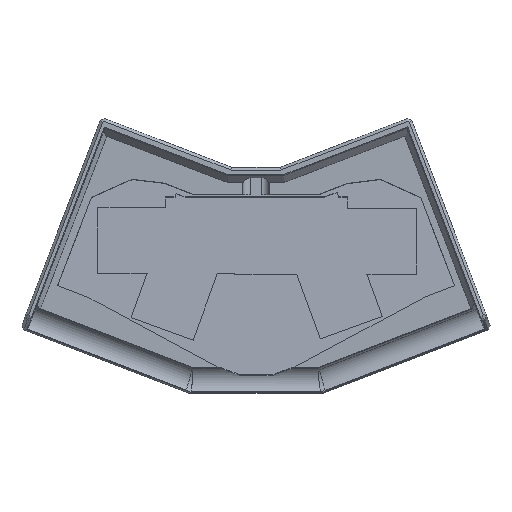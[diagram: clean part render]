
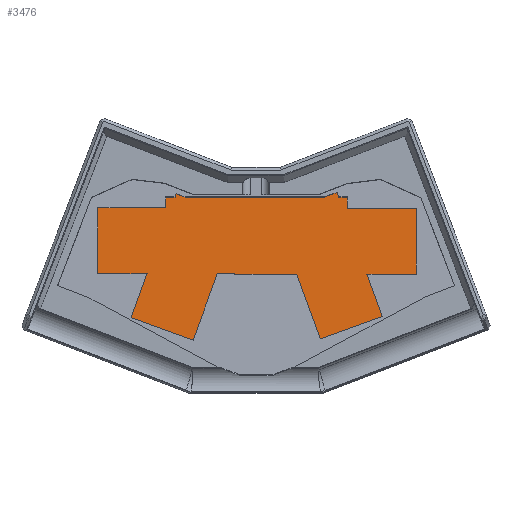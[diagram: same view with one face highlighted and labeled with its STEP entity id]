
A CAD part, top view. The second image highlights one B-rep face of the part: STEP entity #3476.
In plain terms, the highlighted planar face has unit normal (0, 0.035, 0.999).
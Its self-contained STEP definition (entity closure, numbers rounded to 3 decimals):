
#151=FACE_OUTER_BOUND('',#342,.T.);
#342=EDGE_LOOP('',(#2365,#2366,#2367,#2368,#2369,#2370,#2371,#2372,#2373,
#2374,#2375,#2376,#2377,#2378,#2379,#2380,#2381,#2382,#2383,#2384,#2385,
#2386,#2387,#2388));
#525=LINE('',#4826,#963);
#530=LINE('',#4837,#968);
#533=LINE('',#4843,#971);
#537=LINE('',#4850,#975);
#540=LINE('',#4856,#978);
#541=LINE('',#4859,#979);
#546=LINE('',#4868,#984);
#592=LINE('',#4960,#1030);
#596=LINE('',#4967,#1034);
#598=LINE('',#4972,#1036);
#600=LINE('',#4975,#1038);
#602=LINE('',#4979,#1040);
#604=LINE('',#4983,#1042);
#605=LINE('',#4985,#1043);
#606=LINE('',#4988,#1044);
#607=LINE('',#4990,#1045);
#608=LINE('',#4992,#1046);
#609=LINE('',#4993,#1047);
#610=LINE('',#4995,#1048);
#611=LINE('',#4997,#1049);
#612=LINE('',#4998,#1050);
#613=LINE('',#5000,#1051);
#614=LINE('',#5002,#1052);
#615=LINE('',#5003,#1053);
#963=VECTOR('',#3910,10.);
#968=VECTOR('',#3917,10.);
#971=VECTOR('',#3922,10.);
#975=VECTOR('',#3928,10.);
#978=VECTOR('',#3933,10.);
#979=VECTOR('',#3936,10.);
#984=VECTOR('',#3943,10.);
#1030=VECTOR('',#3993,10.);
#1034=VECTOR('',#3999,10.);
#1036=VECTOR('',#4003,10.);
#1038=VECTOR('',#4007,10.);
#1040=VECTOR('',#4011,10.);
#1042=VECTOR('',#4015,10.);
#1043=VECTOR('',#4018,10.);
#1044=VECTOR('',#4021,10.);
#1045=VECTOR('',#4022,10.);
#1046=VECTOR('',#4023,10.);
#1047=VECTOR('',#4024,10.);
#1048=VECTOR('',#4025,10.);
#1049=VECTOR('',#4026,10.);
#1050=VECTOR('',#4027,10.);
#1051=VECTOR('',#4028,10.);
#1052=VECTOR('',#4029,10.);
#1053=VECTOR('',#4030,10.);
#1400=VERTEX_POINT('',#4822);
#1402=VERTEX_POINT('',#4825);
#1406=VERTEX_POINT('',#4834);
#1407=VERTEX_POINT('',#4836);
#1409=VERTEX_POINT('',#4842);
#1411=VERTEX_POINT('',#4847);
#1413=VERTEX_POINT('',#4854);
#1414=VERTEX_POINT('',#4858);
#1417=VERTEX_POINT('',#4866);
#1460=VERTEX_POINT('',#4957);
#1461=VERTEX_POINT('',#4959);
#1462=VERTEX_POINT('',#4963);
#1463=VERTEX_POINT('',#4965);
#1464=VERTEX_POINT('',#4969);
#1465=VERTEX_POINT('',#4971);
#1466=VERTEX_POINT('',#4977);
#1467=VERTEX_POINT('',#4981);
#1468=VERTEX_POINT('',#4987);
#1469=VERTEX_POINT('',#4989);
#1470=VERTEX_POINT('',#4991);
#1471=VERTEX_POINT('',#4994);
#1472=VERTEX_POINT('',#4996);
#1473=VERTEX_POINT('',#4999);
#1474=VERTEX_POINT('',#5001);
#1739=EDGE_CURVE('',#1400,#1402,#525,.T.);
#1744=EDGE_CURVE('',#1406,#1407,#530,.T.);
#1747=EDGE_CURVE('',#1402,#1409,#533,.T.);
#1751=EDGE_CURVE('',#1409,#1411,#537,.T.);
#1754=EDGE_CURVE('',#1413,#1406,#540,.F.);
#1755=EDGE_CURVE('',#1407,#1414,#541,.T.);
#1760=EDGE_CURVE('',#1417,#1400,#546,.T.);
#1806=EDGE_CURVE('',#1460,#1461,#592,.F.);
#1810=EDGE_CURVE('',#1463,#1462,#596,.T.);
#1812=EDGE_CURVE('',#1464,#1465,#598,.T.);
#1814=EDGE_CURVE('',#1465,#1463,#600,.T.);
#1816=EDGE_CURVE('',#1466,#1460,#602,.T.);
#1818=EDGE_CURVE('',#1467,#1466,#604,.T.);
#1819=EDGE_CURVE('',#1461,#1413,#605,.T.);
#1820=EDGE_CURVE('',#1468,#1467,#606,.T.);
#1821=EDGE_CURVE('',#1469,#1468,#607,.T.);
#1822=EDGE_CURVE('',#1470,#1469,#608,.T.);
#1823=EDGE_CURVE('',#1462,#1470,#609,.T.);
#1824=EDGE_CURVE('',#1471,#1464,#610,.T.);
#1825=EDGE_CURVE('',#1472,#1471,#611,.T.);
#1826=EDGE_CURVE('',#1411,#1472,#612,.T.);
#1827=EDGE_CURVE('',#1473,#1417,#613,.T.);
#1828=EDGE_CURVE('',#1474,#1473,#614,.T.);
#1829=EDGE_CURVE('',#1414,#1474,#615,.T.);
#2365=ORIENTED_EDGE('',*,*,#1819,.F.);
#2366=ORIENTED_EDGE('',*,*,#1806,.F.);
#2367=ORIENTED_EDGE('',*,*,#1816,.F.);
#2368=ORIENTED_EDGE('',*,*,#1818,.F.);
#2369=ORIENTED_EDGE('',*,*,#1820,.F.);
#2370=ORIENTED_EDGE('',*,*,#1821,.F.);
#2371=ORIENTED_EDGE('',*,*,#1822,.F.);
#2372=ORIENTED_EDGE('',*,*,#1823,.F.);
#2373=ORIENTED_EDGE('',*,*,#1810,.F.);
#2374=ORIENTED_EDGE('',*,*,#1814,.F.);
#2375=ORIENTED_EDGE('',*,*,#1812,.F.);
#2376=ORIENTED_EDGE('',*,*,#1824,.F.);
#2377=ORIENTED_EDGE('',*,*,#1825,.F.);
#2378=ORIENTED_EDGE('',*,*,#1826,.F.);
#2379=ORIENTED_EDGE('',*,*,#1751,.F.);
#2380=ORIENTED_EDGE('',*,*,#1747,.F.);
#2381=ORIENTED_EDGE('',*,*,#1739,.F.);
#2382=ORIENTED_EDGE('',*,*,#1760,.F.);
#2383=ORIENTED_EDGE('',*,*,#1827,.F.);
#2384=ORIENTED_EDGE('',*,*,#1828,.F.);
#2385=ORIENTED_EDGE('',*,*,#1829,.F.);
#2386=ORIENTED_EDGE('',*,*,#1755,.F.);
#2387=ORIENTED_EDGE('',*,*,#1744,.F.);
#2388=ORIENTED_EDGE('',*,*,#1754,.F.);
#3313=PLANE('',#3681);
#3476=ADVANCED_FACE('',(#151),#3313,.T.);
#3681=AXIS2_PLACEMENT_3D('',#4986,#4019,#4020);
#3910=DIRECTION('',(0.342,-0.939,0.033));
#3917=DIRECTION('',(0.342,-0.939,0.033));
#3922=DIRECTION('',(-0.94,-0.342,0.012));
#3928=DIRECTION('',(-0.342,0.939,-0.033));
#3933=DIRECTION('',(-0.94,-0.342,0.012));
#3936=DIRECTION('',(1.,0.,0.));
#3943=DIRECTION('',(-1.,0.,0.));
#3993=DIRECTION('',(-0.94,0.342,-0.012));
#3999=DIRECTION('',(0.342,0.939,-0.033));
#4003=DIRECTION('',(-0.342,-0.939,0.033));
#4007=DIRECTION('',(-0.94,0.342,-0.012));
#4011=DIRECTION('',(0.342,0.939,-0.033));
#4015=DIRECTION('',(1.,0.,0.));
#4018=DIRECTION('',(1.,0.,0.));
#4019=DIRECTION('center_axis',(0.,0.035,
0.999));
#4020=DIRECTION('ref_axis',(0.,-0.999,0.035));
#4021=DIRECTION('',(0.,0.999,-0.035));
#4022=DIRECTION('',(1.,0.,0.));
#4023=DIRECTION('',(0.,0.999,-0.035));
#4024=DIRECTION('',(-1.,0.,0.));
#4025=DIRECTION('',(-1.,0.,0.));
#4026=DIRECTION('',(0.,0.999,-0.035));
#4027=DIRECTION('',(-1.,0.,0.));
#4028=DIRECTION('',(0.,-0.999,0.035));
#4029=DIRECTION('',(1.,0.,0.));
#4030=DIRECTION('',(0.,-0.999,0.035));
#4822=CARTESIAN_POINT('',(67.222,1.915,-1.762));
#4825=CARTESIAN_POINT('',(76.519,-23.614,-0.871));
#4826=CARTESIAN_POINT('',(57.708,28.037,-2.675));
#4834=CARTESIAN_POINT('',(49.158,51.515,-3.495));
#4836=CARTESIAN_POINT('',(50.183,48.701,-3.396));
#4837=CARTESIAN_POINT('',(57.708,28.037,-2.675));
#4842=CARTESIAN_POINT('',(38.932,-37.287,-0.394));
#4843=CARTESIAN_POINT('',(57.726,-30.451,-0.632));
#4847=CARTESIAN_POINT('',(24.655,1.915,-1.762));
#4850=CARTESIAN_POINT('',(20.121,14.365,-2.197));
#4854=CARTESIAN_POINT('',(41.422,48.701,-3.396));
#4856=CARTESIAN_POINT('',(30.364,44.679,-3.256));
#4858=CARTESIAN_POINT('',(55.303,48.701,-3.396));
#4859=CARTESIAN_POINT('',(0.303,48.701,-3.396));
#4866=CARTESIAN_POINT('',(97.112,1.915,-1.762));
#4868=CARTESIAN_POINT('',(42.112,1.915,-1.762));
#4957=CARTESIAN_POINT('',(-48.338,50.646,-3.464));
#4959=CARTESIAN_POINT('',(-42.992,48.701,-3.396));
#4960=CARTESIAN_POINT('',(-29.544,43.809,-3.226));
#4963=CARTESIAN_POINT('',(-65.986,2.186,-1.772));
#4965=CARTESIAN_POINT('',(-75.699,-24.484,-0.841));
#4967=CARTESIAN_POINT('',(-56.888,27.168,-2.644));
#4969=CARTESIAN_POINT('',(-23.419,2.186,-1.772));
#4971=CARTESIAN_POINT('',(-38.112,-38.156,-0.363));
#4972=CARTESIAN_POINT('',(-19.301,13.495,-2.167));
#4975=CARTESIAN_POINT('',(-56.905,-31.32,-0.602));
#4977=CARTESIAN_POINT('',(-49.046,48.701,-3.396));
#4979=CARTESIAN_POINT('',(-56.888,27.168,-2.644));
#4981=CARTESIAN_POINT('',(-54.697,48.701,-3.396));
#4983=CARTESIAN_POINT('',(0.303,48.701,-3.396));
#4985=CARTESIAN_POINT('',(0.303,48.701,-3.396));
#4986=CARTESIAN_POINT('Origin',(0.303,28.713,-2.698));
#4987=CARTESIAN_POINT('',(-54.697,42.162,-3.168));
#4988=CARTESIAN_POINT('',(-54.697,28.713,-2.698));
#4989=CARTESIAN_POINT('',(-95.799,42.162,-3.168));
#4990=CARTESIAN_POINT('',(-40.799,42.162,-3.168));
#4991=CARTESIAN_POINT('',(-95.799,2.186,-1.772));
#4992=CARTESIAN_POINT('',(-95.799,22.174,-2.47));
#4993=CARTESIAN_POINT('',(-40.799,2.186,-1.772));
#4994=CARTESIAN_POINT('',(-12.888,2.186,-1.772));
#4995=CARTESIAN_POINT('',(-40.799,2.186,-1.772));
#4996=CARTESIAN_POINT('',(-12.888,1.915,-1.762));
#4997=CARTESIAN_POINT('',(-12.888,21.902,-2.46));
#4998=CARTESIAN_POINT('',(42.112,1.915,-1.762));
#4999=CARTESIAN_POINT('',(97.112,41.89,-3.158));
#5000=CARTESIAN_POINT('',(97.112,21.902,-2.46));
#5001=CARTESIAN_POINT('',(55.303,41.89,-3.158));
#5002=CARTESIAN_POINT('',(42.112,41.89,-3.158));
#5003=CARTESIAN_POINT('',(55.303,28.713,-2.698));
